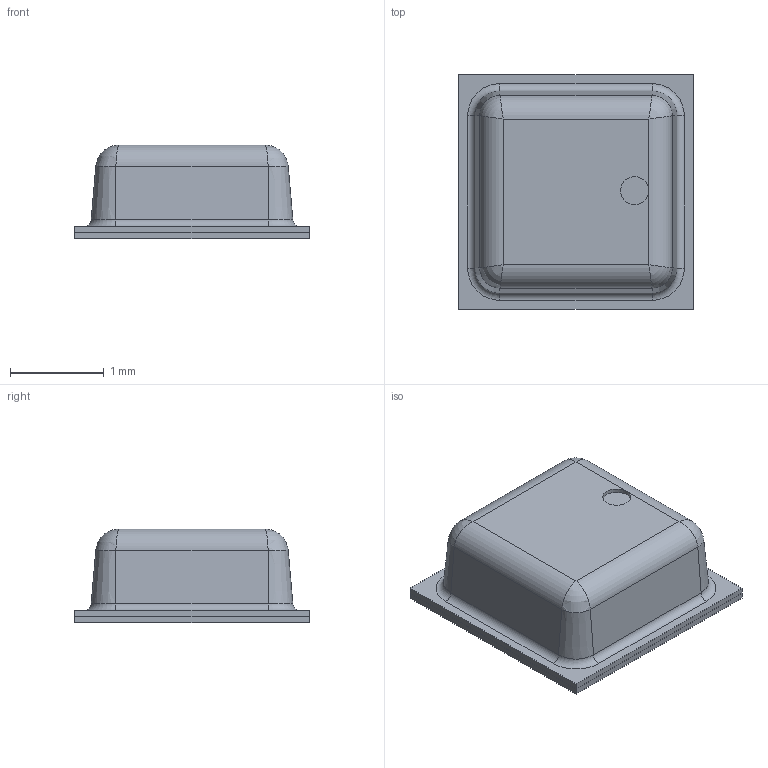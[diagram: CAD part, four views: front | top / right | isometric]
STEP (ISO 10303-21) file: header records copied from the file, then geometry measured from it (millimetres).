
FILE_DESCRIPTION(('STEP AP214'), '1');
FILE_NAME('BMP280', '2022-11-27T09:09:15', ('AF'), (''), 'UNSPECIFIED', 'UNSPECIFIED', '');
FILE_SCHEMA(('AUTOMOTIVE_DESIGN { 1 0 10303 214 3 1 1}'));
Length unit declared in the file: millimetre
Bounding box: 2.5 x 2.5 x 1 mm (x, y, z)
Volume: 1.1 mm3; surface area: 37.4 mm2
Topology: 2 solids, 2 shells, 148 faces, 369 edges, 246 vertices
Faces by surface type: plane 105, cylinder 19, bspline 8, cone 8, torus 8
Full cylindrical faces by diameter (mm): 0.2 x1, 0.26 x1, 0.3 x1
Entity records: 6475 total; most frequent: CARTESIAN_POINT 1783, DIRECTION 670, ORIENTED_EDGE 652, EDGE_CURVE 326, LINE 296, VECTOR 296, VERTEX_POINT 206, AXIS2_PLACEMENT_3D 187
